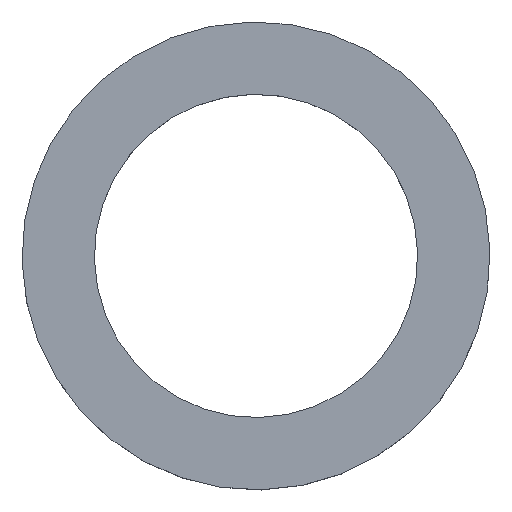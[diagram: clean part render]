
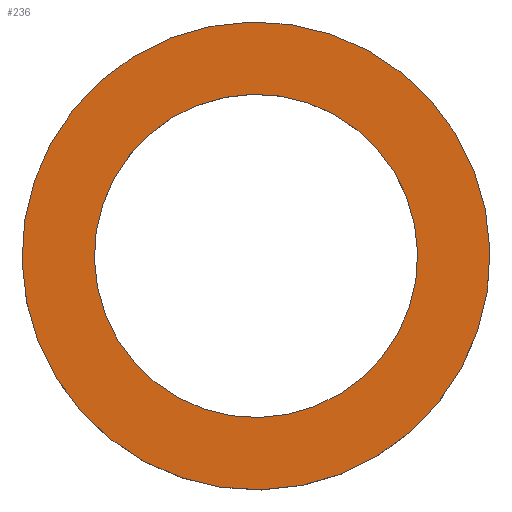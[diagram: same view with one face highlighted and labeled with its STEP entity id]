
A CAD part, top view. The second image highlights one B-rep face of the part: STEP entity #236.
In plain terms, the highlighted planar face has unit normal (0, 0, 1).
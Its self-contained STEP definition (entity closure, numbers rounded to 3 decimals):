
#70=CARTESIAN_POINT('Vertex',(5.274,9.653,4.1)) ;
#73=CARTESIAN_POINT('Axis2P3D Location',(0.,0.,4.1)) ;
#77=CARTESIAN_POINT('Vertex',(-5.274,-9.653,4.1)) ;
#97=CARTESIAN_POINT('Axis2P3D Location',(0.,0.,4.1)) ;
#114=CARTESIAN_POINT('Axis2P3D Location',(0.,0.,4.1)) ;
#118=CARTESIAN_POINT('Vertex',(3.644,6.67,4.1)) ;
#120=CARTESIAN_POINT('Vertex',(-3.644,-6.67,4.1)) ;
#149=CARTESIAN_POINT('Axis2P3D Location',(0.,0.,4.1)) ;
#223=CARTESIAN_POINT('Axis2P3D Location',(0.,11.,4.1)) ;
#74=DIRECTION('Axis2P3D Direction',(0.,0.,-1.)) ;
#98=DIRECTION('Axis2P3D Direction',(0.,0.,-1.)) ;
#115=DIRECTION('Axis2P3D Direction',(0.,0.,-1.)) ;
#150=DIRECTION('Axis2P3D Direction',(0.,0.,-1.)) ;
#224=DIRECTION('Axis2P3D Direction',(0.,0.,-1.)) ;
#225=DIRECTION('Axis2P3D XDirection',(1.,0.,0.)) ;
#75=AXIS2_PLACEMENT_3D('Circle Axis2P3D',#73,#74,$) ;
#99=AXIS2_PLACEMENT_3D('Circle Axis2P3D',#97,#98,$) ;
#116=AXIS2_PLACEMENT_3D('Circle Axis2P3D',#114,#115,$) ;
#151=AXIS2_PLACEMENT_3D('Circle Axis2P3D',#149,#150,$) ;
#226=AXIS2_PLACEMENT_3D('Plane Axis2P3D',#223,#224,#225) ;
#229=ORIENTED_EDGE('',*,*,#79,.F.) ;
#230=ORIENTED_EDGE('',*,*,#101,.F.) ;
#233=ORIENTED_EDGE('',*,*,#153,.T.) ;
#234=ORIENTED_EDGE('',*,*,#122,.T.) ;
#235=FACE_BOUND('',#232,.T.) ;
#236=ADVANCED_FACE('PartBody',(#231,#235),#227,.F.) ;
#76=CIRCLE('generated circle',#75,11.) ;
#100=CIRCLE('generated circle',#99,11.) ;
#117=CIRCLE('generated circle',#116,7.6) ;
#152=CIRCLE('generated circle',#151,7.6) ;
#79=EDGE_CURVE('',#71,#78,#76,.T.) ;
#101=EDGE_CURVE('',#78,#71,#100,.T.) ;
#122=EDGE_CURVE('',#119,#121,#117,.T.) ;
#153=EDGE_CURVE('',#121,#119,#152,.T.) ;
#228=EDGE_LOOP('',(#229,#230)) ;
#232=EDGE_LOOP('',(#233,#234)) ;
#231=FACE_OUTER_BOUND('',#228,.T.) ;
#227=PLANE('',#226) ;
#71=VERTEX_POINT('',#70) ;
#78=VERTEX_POINT('',#77) ;
#119=VERTEX_POINT('',#118) ;
#121=VERTEX_POINT('',#120) ;
